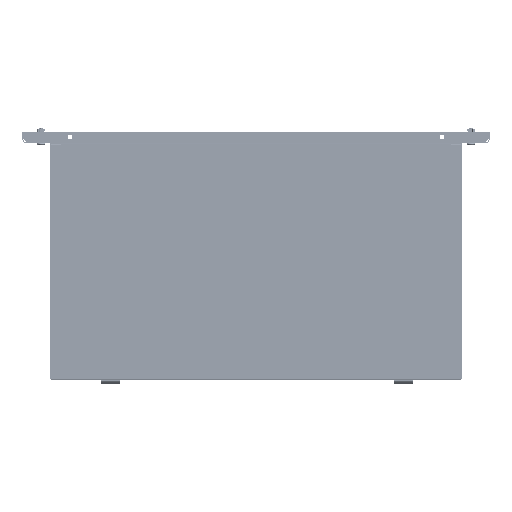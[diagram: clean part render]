
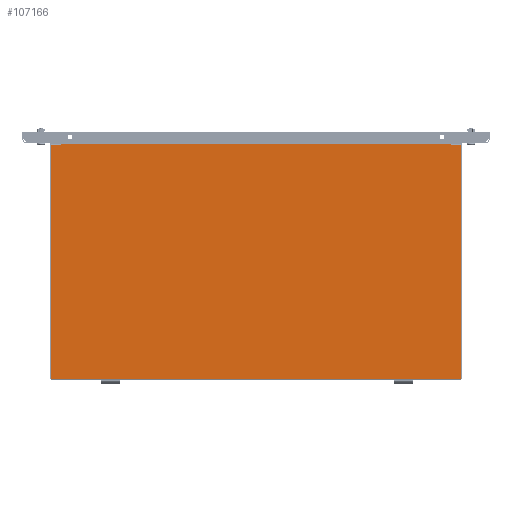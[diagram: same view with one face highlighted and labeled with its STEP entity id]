
A CAD part, front view. The second image highlights one B-rep face of the part: STEP entity #107166.
In plain terms, the highlighted face is planar.
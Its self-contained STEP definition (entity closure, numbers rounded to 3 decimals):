
#16274 = ORIENTED_EDGE ( 'NONE', *, *, #37152, .T. ) ;
#16277 = ORIENTED_EDGE ( 'NONE', *, *, #37155, .T. ) ;
#16280 = ORIENTED_EDGE ( 'NONE', *, *, #37160, .T. ) ;
#16283 = ORIENTED_EDGE ( 'NONE', *, *, #37165, .T. ) ;
#16285 = ORIENTED_EDGE ( 'NONE', *, *, #37168, .T. ) ;
#16288 = ORIENTED_EDGE ( 'NONE', *, *, #37172, .T. ) ;
#16291 = ORIENTED_EDGE ( 'NONE', *, *, #37176, .T. ) ;
#16294 = ORIENTED_EDGE ( 'NONE', *, *, #37180, .T. ) ;
#29701 = CARTESIAN_POINT ( 'NONE',  ( -348.5, -198.5, 1.5 ) ) ;
#29742 = FACE_OUTER_BOUND ( 'NONE', #33856, .T. ) ;
#29746 = PLANE ( 'NONE',  #49337 ) ;
#29754 = DIRECTION ( 'NONE',  ( 0., 0., 1. ) ) ;
#29759 = DIRECTION ( 'NONE',  ( 1., 0., 0. ) ) ;
#33856 = EDGE_LOOP ( 'NONE', ( #16274, #16277, #16280, #16283, #16285, #16288, #16291, #16294 ) ) ;
#37152 = EDGE_CURVE ( 'NONE', #141399, #141401, #134159, .T. ) ;
#37155 = EDGE_CURVE ( 'NONE', #141401, #141409, #134151, .T. ) ;
#37160 = EDGE_CURVE ( 'NONE', #141409, #141410, #134165, .T. ) ;
#37165 = EDGE_CURVE ( 'NONE', #141410, #141412, #134168, .T. ) ;
#37168 = EDGE_CURVE ( 'NONE', #141412, #141413, #134171, .T. ) ;
#37172 = EDGE_CURVE ( 'NONE', #141413, #141415, #134174, .T. ) ;
#37176 = EDGE_CURVE ( 'NONE', #141415, #141416, #134177, .T. ) ;
#37180 = EDGE_CURVE ( 'NONE', #141416, #141399, #134180, .T. ) ;
#49337 = AXIS2_PLACEMENT_3D ( 'NONE', #29701, #29754, #29759 ) ;
#107166 = ADVANCED_FACE ( 'NONE', ( #29742 ), #29746, .T. ) ;
#111929 = VECTOR ( 'NONE', #134164, 1000. ) ;
#111931 = VECTOR ( 'NONE', #134162, 1000. ) ;
#111935 = VECTOR ( 'NONE', #134167, 1000. ) ;
#111938 = VECTOR ( 'NONE', #134170, 1000. ) ;
#111940 = VECTOR ( 'NONE', #134173, 1000. ) ;
#111942 = VECTOR ( 'NONE', #134176, 1000. ) ;
#111944 = VECTOR ( 'NONE', #134179, 1000. ) ;
#111946 = VECTOR ( 'NONE', #134182, 1000. ) ;
#134151 = LINE ( 'NONE', #134163, #111929 ) ;
#134159 = LINE ( 'NONE', #134161, #111931 ) ;
#134161 = CARTESIAN_POINT ( 'NONE',  ( 348.5, 198.5, 1.5 ) ) ;
#134162 = DIRECTION ( 'NONE',  ( 0., 1., 0. ) ) ;
#134163 = CARTESIAN_POINT ( 'NONE',  ( 348.5, 198.49, 1.5 ) ) ;
#134164 = DIRECTION ( 'NONE',  ( -1., 0., 0. ) ) ;
#134165 = LINE ( 'NONE', #134166, #111935 ) ;
#134166 = CARTESIAN_POINT ( 'NONE',  ( -348.5, 198.5, 1.5 ) ) ;
#134167 = DIRECTION ( 'NONE',  ( 0., -1., 0. ) ) ;
#134168 = LINE ( 'NONE', #134169, #111938 ) ;
#134169 = CARTESIAN_POINT ( 'NONE',  ( -348.5, -198.5, 1.5 ) ) ;
#134170 = DIRECTION ( 'NONE',  ( 1., 0., 0. ) ) ;
#134171 = LINE ( 'NONE', #134172, #111940 ) ;
#134172 = CARTESIAN_POINT ( 'NONE',  ( -330., -198.5, 1.5 ) ) ;
#134173 = DIRECTION ( 'NONE',  ( 0., -1., 0. ) ) ;
#134174 = LINE ( 'NONE', #134175, #111942 ) ;
#134175 = CARTESIAN_POINT ( 'NONE',  ( -330., -199.99, 1.5 ) ) ;
#134176 = DIRECTION ( 'NONE',  ( 1., 0., 0. ) ) ;
#134177 = LINE ( 'NONE', #134178, #111944 ) ;
#134178 = CARTESIAN_POINT ( 'NONE',  ( 330., -198.5, 1.5 ) ) ;
#134179 = DIRECTION ( 'NONE',  ( 0., 1., 0. ) ) ;
#134180 = LINE ( 'NONE', #134181, #111946 ) ;
#134181 = CARTESIAN_POINT ( 'NONE',  ( -348.5, -198.5, 1.5 ) ) ;
#134182 = DIRECTION ( 'NONE',  ( 1., 0., 0. ) ) ;
#141399 = VERTEX_POINT ( 'NONE', #151153 ) ;
#141401 = VERTEX_POINT ( 'NONE', #151150 ) ;
#141409 = VERTEX_POINT ( 'NONE', #151156 ) ;
#141410 = VERTEX_POINT ( 'NONE', #151160 ) ;
#141412 = VERTEX_POINT ( 'NONE', #151158 ) ;
#141413 = VERTEX_POINT ( 'NONE', #151162 ) ;
#141415 = VERTEX_POINT ( 'NONE', #151159 ) ;
#141416 = VERTEX_POINT ( 'NONE', #151164 ) ;
#151150 = CARTESIAN_POINT ( 'NONE',  ( 348.5, 198.49, 1.5 ) ) ;
#151153 = CARTESIAN_POINT ( 'NONE',  ( 348.5, -198.5, 1.5 ) ) ;
#151156 = CARTESIAN_POINT ( 'NONE',  ( -348.5, 198.49, 1.5 ) ) ;
#151158 = CARTESIAN_POINT ( 'NONE',  ( -330., -198.5, 1.5 ) ) ;
#151159 = CARTESIAN_POINT ( 'NONE',  ( 330., -199.99, 1.5 ) ) ;
#151160 = CARTESIAN_POINT ( 'NONE',  ( -348.5, -198.5, 1.5 ) ) ;
#151162 = CARTESIAN_POINT ( 'NONE',  ( -330., -199.99, 1.5 ) ) ;
#151164 = CARTESIAN_POINT ( 'NONE',  ( 330., -198.5, 1.5 ) ) ;
